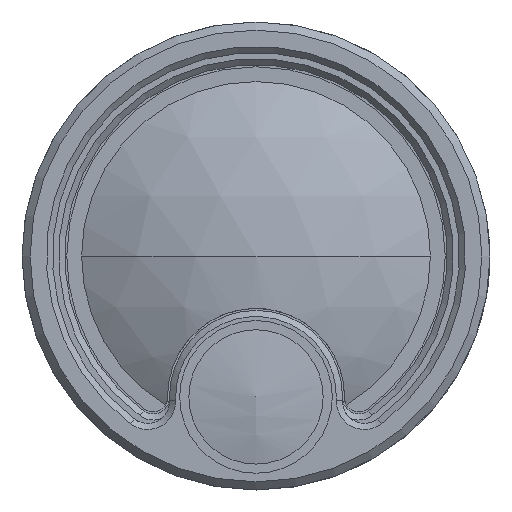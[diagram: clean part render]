
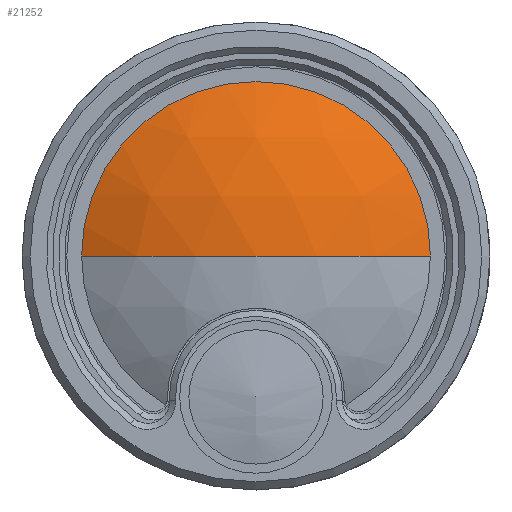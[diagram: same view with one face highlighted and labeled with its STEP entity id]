
A CAD part, front view. The second image highlights one B-rep face of the part: STEP entity #21252.
In plain terms, the highlighted spherical face has radius 17.46 mm.
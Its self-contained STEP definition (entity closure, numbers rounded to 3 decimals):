
#18461=SPHERICAL_SURFACE('',#107050,17.46);
#21252=ADVANCED_FACE('',(#27048),#18461,.T.);
#27048=FACE_OUTER_BOUND('',#31914,.T.);
#31914=EDGE_LOOP('',(#53392,#53393));
#53392=ORIENTED_EDGE('',*,*,#86125,.F.);
#53393=ORIENTED_EDGE('',*,*,#86119,.T.);
#78177=VERTEX_POINT('',#130204);
#78178=VERTEX_POINT('',#130206);
#86119=EDGE_CURVE('',#78178,#78177,#98535,.T.);
#86125=EDGE_CURVE('',#78178,#78177,#98537,.T.);
#98535=CIRCLE('',#107045,8.572);
#98537=CIRCLE('',#107048,17.46);
#107045=AXIS2_PLACEMENT_3D('',#130205,#111917,#111918);
#107048=AXIS2_PLACEMENT_3D('',#130272,#111923,#111924);
#107050=AXIS2_PLACEMENT_3D('',#130274,#111927,#111928);
#111917=DIRECTION('',(0.,-1.,0.));
#111918=DIRECTION('',(1.,0.,0.));
#111923=DIRECTION('',(0.,0.,-1.));
#111924=DIRECTION('',(0.491,-0.871,0.));
#111927=DIRECTION('',(0.,0.,-1.));
#111928=DIRECTION('',(1.,0.,0.));
#130204=CARTESIAN_POINT('',(10.896,45.581,-5.7));
#130205=CARTESIAN_POINT('',(19.467,45.581,-5.7));
#130206=CARTESIAN_POINT('',(28.039,45.581,-5.7));
#130272=CARTESIAN_POINT('',(19.467,60.792,-5.7));
#130274=CARTESIAN_POINT('',(19.467,60.792,-5.7));
